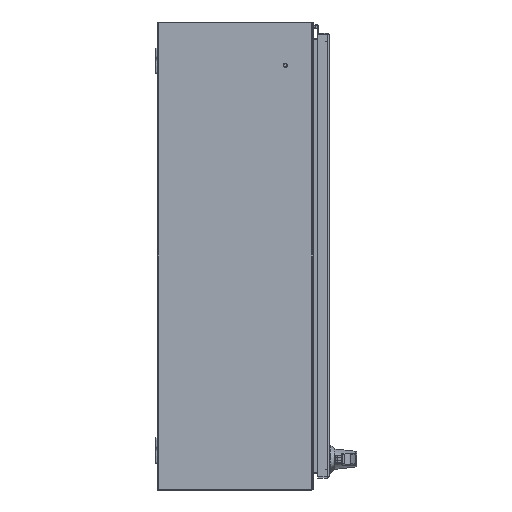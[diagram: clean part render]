
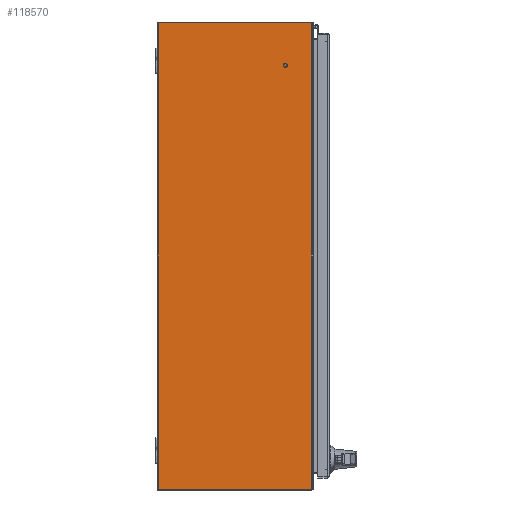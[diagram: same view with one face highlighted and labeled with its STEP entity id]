
A CAD part, front view. The second image highlights one B-rep face of the part: STEP entity #118570.
In plain terms, the highlighted face is planar.
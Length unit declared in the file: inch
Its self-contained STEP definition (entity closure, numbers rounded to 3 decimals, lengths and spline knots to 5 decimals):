
#2600 = ORIENTED_EDGE ( 'NONE', *, *, #34739, .F. ) ;
#3338 = DIRECTION ( 'NONE',  ( 1., 0., 0. ) ) ;
#5326 = FACE_OUTER_BOUND ( 'NONE', #111690, .T. ) ;
#7490 = LINE ( 'NONE', #25072, #63932 ) ;
#21247 = EDGE_CURVE ( 'NONE', #78524, #112661, #65678, .T. ) ;
#23383 = EDGE_CURVE ( 'NONE', #78524, #102015, #99023, .T. ) ;
#25072 = CARTESIAN_POINT ( 'NONE',  ( 17.928, -0.072, -30. ) ) ;
#30462 = PLANE ( 'NONE',  #64229 ) ;
#32027 = DIRECTION ( 'NONE',  ( 0., 1., 0. ) ) ;
#34156 = DIRECTION ( 'NONE',  ( -1., 0., 0. ) ) ;
#34739 = EDGE_CURVE ( 'NONE', #49799, #112661, #37290, .T. ) ;
#37290 = LINE ( 'NONE', #68992, #70570 ) ;
#39583 = CARTESIAN_POINT ( 'NONE',  ( -17.928, -0.108, -30. ) ) ;
#43696 = DIRECTION ( 'NONE',  ( 0., -1., 0. ) ) ;
#45349 = VECTOR ( 'NONE', #32027, 39.37008 ) ;
#49799 = VERTEX_POINT ( 'NONE', #117304 ) ;
#51387 = CARTESIAN_POINT ( 'NONE',  ( -17.928, -0.072, -30. ) ) ;
#52724 = VECTOR ( 'NONE', #3338, 39.37008 ) ;
#55961 = ORIENTED_EDGE ( 'NONE', *, *, #23383, .F. ) ;
#63932 = VECTOR ( 'NONE', #43696, 39.37008 ) ;
#64229 = AXIS2_PLACEMENT_3D ( 'NONE', #89048, #106032, #79761 ) ;
#65678 = LINE ( 'NONE', #51387, #45349 ) ;
#68992 = CARTESIAN_POINT ( 'NONE',  ( 17.928, -0.108, -30. ) ) ;
#70570 = VECTOR ( 'NONE', #34156, 39.37008 ) ;
#78524 = VERTEX_POINT ( 'NONE', #106451 ) ;
#79761 = DIRECTION ( 'NONE',  ( 1., 0., 0. ) ) ;
#83110 = CARTESIAN_POINT ( 'NONE',  ( -17.928, -11.892, -30. ) ) ;
#83370 = ORIENTED_EDGE ( 'NONE', *, *, #112083, .T. ) ;
#86822 = CARTESIAN_POINT ( 'NONE',  ( 17.928, -11.892, -30. ) ) ;
#88237 = ORIENTED_EDGE ( 'NONE', *, *, #21247, .T. ) ;
#89048 = CARTESIAN_POINT ( 'NONE',  ( -17.928, 0., -30. ) ) ;
#99023 = LINE ( 'NONE', #83110, #52724 ) ;
#102015 = VERTEX_POINT ( 'NONE', #86822 ) ;
#106032 = DIRECTION ( 'NONE',  ( 0., 0., 1. ) ) ;
#106451 = CARTESIAN_POINT ( 'NONE',  ( -17.928, -11.892, -30. ) ) ;
#111690 = EDGE_LOOP ( 'NONE', ( #55961, #88237, #2600, #83370 ) ) ;
#112083 = EDGE_CURVE ( 'NONE', #49799, #102015, #7490, .T. ) ;
#112661 = VERTEX_POINT ( 'NONE', #39583 ) ;
#117304 = CARTESIAN_POINT ( 'NONE',  ( 17.928, -0.108, -30. ) ) ;
#118570 = ADVANCED_FACE ( 'NONE', ( #5326 ), #30462, .F. ) ;
